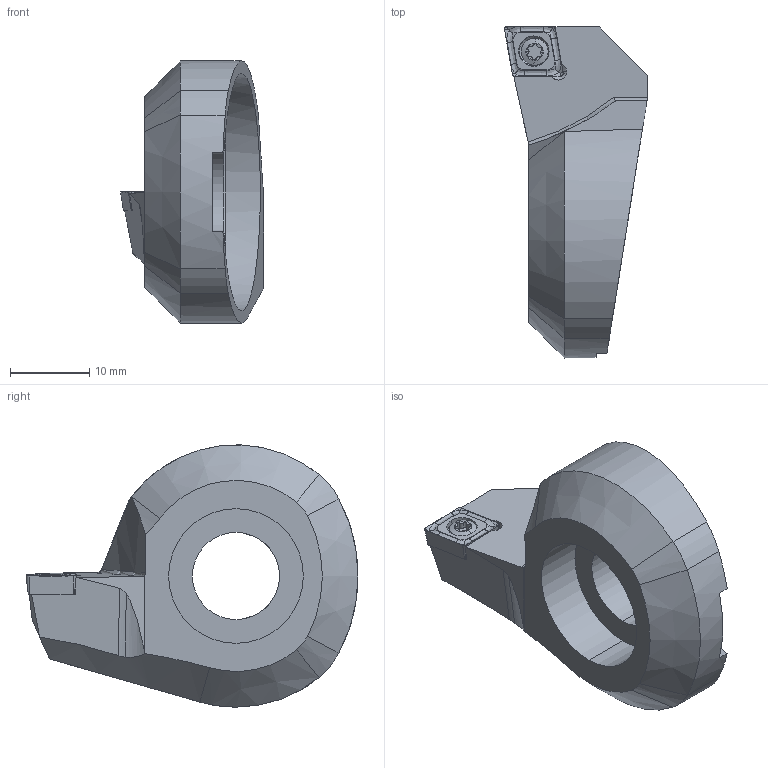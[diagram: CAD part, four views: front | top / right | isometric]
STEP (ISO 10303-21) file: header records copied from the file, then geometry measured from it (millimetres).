
FILE_DESCRIPTION (( 'STEP AP203' ), '1' );
FILE_NAME ('F55_WCA.001.013.STEP', '2024-08-30T10:18:09', ( '' ), ( '' ), 'SwSTEP 2.0', 'SolidWorks 2022', '' );
FILE_SCHEMA (( 'CONFIG_CONTROL_DESIGN' ));
Length unit declared in the file: millimetre
Products named in the file (4): F55_WCA.001.013; F55-WCA.001.013_D_fertigbearbeitet; CCMT060204; WCA-ER2.001.005_A
Assembly tree (3 placements, depth 2):
  F55_WCA.001.013
    F55-WCA.001.013_D_fertigbearbeitet
    CCMT060204
    WCA-ER2.001.005_A
Bounding box: 18.05 x 41.9 x 33.1 mm (x, y, z)
Volume: 7724.5 mm3; surface area: 3934 mm2
Topology: 3 solids, 3 shells, 141 faces, 358 edges, 219 vertices
Faces by surface type: cylinder 45, plane 39, cone 31, torus 12, bspline 12, sphere 2
Entity records: 4890 total; most frequent: CARTESIAN_POINT 1269, ORIENTED_EDGE 704, DIRECTION 650, EDGE_CURVE 352, AXIS2_PLACEMENT_3D 252, VERTEX_POINT 219, EDGE_LOOP 147, VECTOR 146
